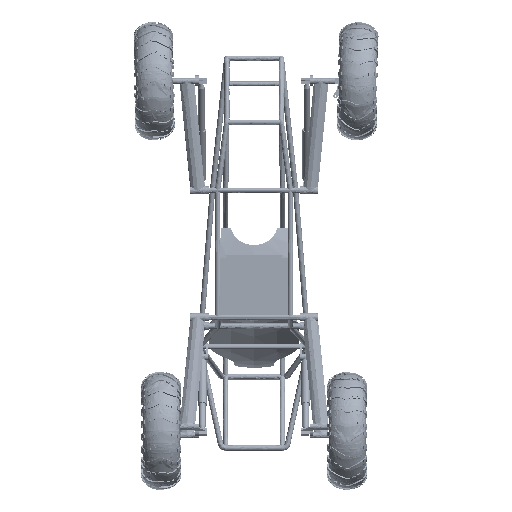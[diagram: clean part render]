
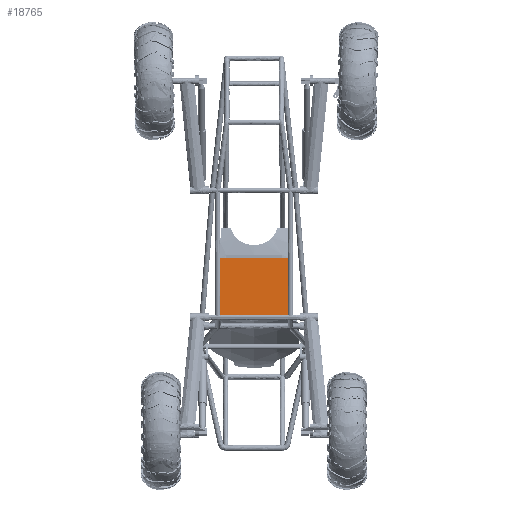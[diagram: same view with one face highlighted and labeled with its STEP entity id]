
A CAD part, front view. The second image highlights one B-rep face of the part: STEP entity #18765.
In plain terms, the highlighted free-form (B-spline) face has degree [1, 1] with [2, 2] control points.
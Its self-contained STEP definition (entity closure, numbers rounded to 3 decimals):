
#10319 = VERTEX_POINT('',#10320);
#10320 = CARTESIAN_POINT('',(-654.4,-174.169,
    1709.326));
#10326 = EDGE_CURVE('',#10327,#10319,#10329,.T.);
#10327 = VERTEX_POINT('',#10328);
#10328 = CARTESIAN_POINT('',(-654.4,-174.169,
    1350.417));
#10329 = B_SPLINE_CURVE_WITH_KNOTS('',1,(#10330,#10331),.UNSPECIFIED.,
  .F.,.F.,(2,2),(-1425.485,-1115.778),
  .PIECEWISE_BEZIER_KNOTS.);
#10330 = CARTESIAN_POINT('',(-654.4,-174.169,
    1350.417));
#10331 = CARTESIAN_POINT('',(-654.4,-174.169,
    1709.326));
#10657 = EDGE_CURVE('',#10658,#10660,#10662,.T.);
#10658 = VERTEX_POINT('',#10659);
#10659 = CARTESIAN_POINT('',(-1104.861,-174.169,
    1709.326));
#10660 = VERTEX_POINT('',#10661);
#10661 = CARTESIAN_POINT('',(-1104.861,-174.169,
    1350.417));
#10662 = B_SPLINE_CURVE_WITH_KNOTS('',1,(#10663,#10664),.UNSPECIFIED.,
  .F.,.F.,(2,2),(1115.778,1425.485),
  .PIECEWISE_BEZIER_KNOTS.);
#10663 = CARTESIAN_POINT('',(-1104.861,-174.169,
    1709.326));
#10664 = CARTESIAN_POINT('',(-1104.861,-174.169,
    1350.417));
#18765 = ADVANCED_FACE('',(#18766),#18780,.F.);
#18766 = FACE_BOUND('',#18767,.T.);
#18767 = EDGE_LOOP('',(#18768,#18773,#18774,#18779));
#18768 = ORIENTED_EDGE('',*,*,#18769,.F.);
#18769 = EDGE_CURVE('',#10327,#10660,#18770,.T.);
#18770 = B_SPLINE_CURVE_WITH_KNOTS('',1,(#18771,#18772),.UNSPECIFIED.,
  .F.,.F.,(2,2),(-409.547,-20.838),
  .PIECEWISE_BEZIER_KNOTS.);
#18771 = CARTESIAN_POINT('',(-654.4,-174.169,
    1350.417));
#18772 = CARTESIAN_POINT('',(-1104.861,-174.169,
    1350.417));
#18773 = ORIENTED_EDGE('',*,*,#10326,.T.);
#18774 = ORIENTED_EDGE('',*,*,#18775,.F.);
#18775 = EDGE_CURVE('',#10658,#10319,#18776,.T.);
#18776 = B_SPLINE_CURVE_WITH_KNOTS('',1,(#18777,#18778),.UNSPECIFIED.,
  .F.,.F.,(2,2),(20.838,409.547),
  .PIECEWISE_BEZIER_KNOTS.);
#18777 = CARTESIAN_POINT('',(-1104.861,-174.169,
    1709.326));
#18778 = CARTESIAN_POINT('',(-654.4,-174.169,
    1709.326));
#18779 = ORIENTED_EDGE('',*,*,#10657,.T.);
#18780 = B_SPLINE_SURFACE_WITH_KNOTS('',1,1,(
    (#18781,#18782)
    ,(#18783,#18784
    )),.UNSPECIFIED.,.F.,.F.,.F.,(2,2),(2,2),(-234.707,
    75.),(-194.354,194.354),
  .PIECEWISE_BEZIER_KNOTS.);
#18781 = CARTESIAN_POINT('',(-1104.861,-174.169,
    1350.417));
#18782 = CARTESIAN_POINT('',(-654.4,-174.169,
    1350.417));
#18783 = CARTESIAN_POINT('',(-1104.861,-174.169,
    1709.326));
#18784 = CARTESIAN_POINT('',(-654.4,-174.169,
    1709.326));
